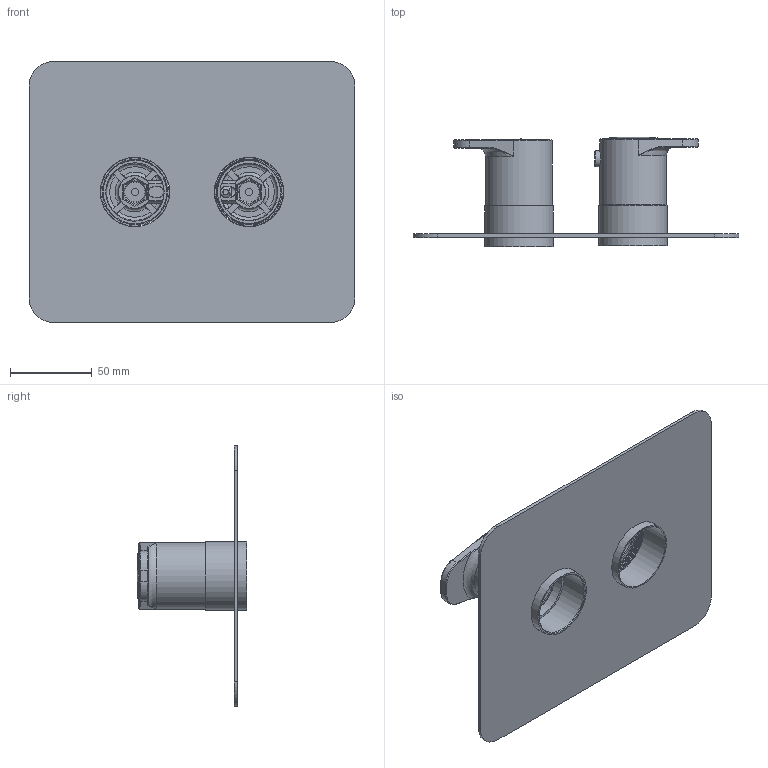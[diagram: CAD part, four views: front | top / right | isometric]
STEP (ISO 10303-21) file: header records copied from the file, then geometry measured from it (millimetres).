
FILE_DESCRIPTION (( 'STEP AP203' ), '1' );
FILE_NAME ('STEPSTEP36D302528.STEP', '2021-02-24T06:41:55', ( '' ), ( '' ), 'SwSTEP 2.0', 'SolidWorks 2018', '' );
FILE_SCHEMA (( 'CONFIG_CONTROL_DESIGN' ));
Length unit declared in the file: millimetre
Products named in the file (1): STEPSTEP36D302528
Bounding box: 200 x 67.1 x 160 mm (x, y, z)
Volume: 119861.7 mm3; surface area: 109582.9 mm2
Topology: 8 solids, 8 shells, 332 faces, 835 edges, 536 vertices
Faces by surface type: plane 207, cylinder 65, torus 27, cone 20, bspline 9, sphere 4
Full cylindrical faces by diameter (mm): 3.1 x2, 3.3 x1, 4.15 x1, 4.5 x2, 4.65 x1, 9.8 x1, 10.1 x1, 12.45 x1, 12.5 x2, 25.6 x2, 28.6 x2, 31 x2, 31.6 x2, 35.5 x1, 35.8 x1, 39 x1, 40.5 x2, 41 x2, 42 x2, 42.5 x2
Entity records: 12068 total; most frequent: CARTESIAN_POINT 4455, ORIENTED_EDGE 1518, DIRECTION 1500, EDGE_CURVE 759, AXIS2_PLACEMENT_3D 532, VERTEX_POINT 518, VECTOR 436, LINE 436
